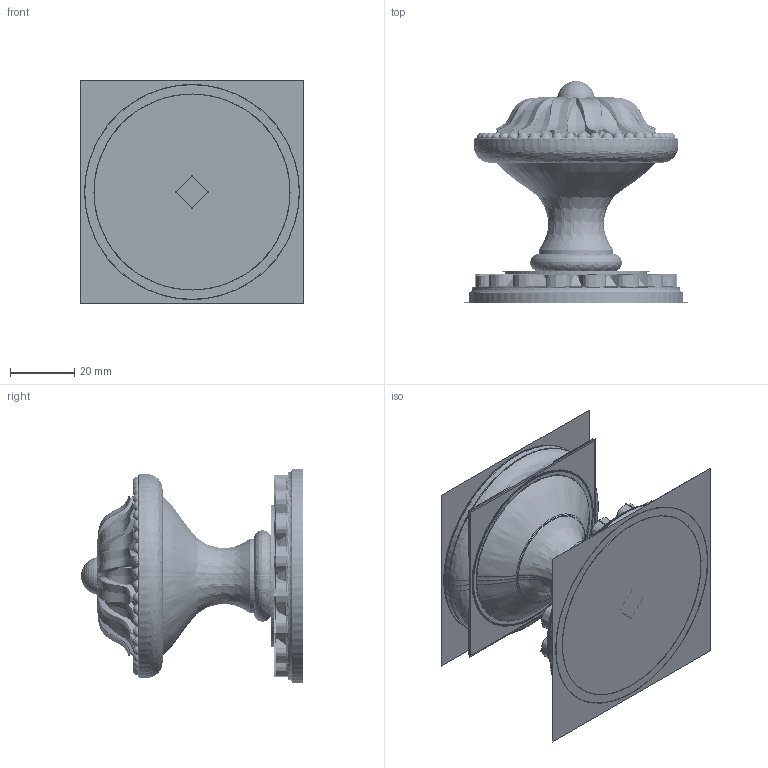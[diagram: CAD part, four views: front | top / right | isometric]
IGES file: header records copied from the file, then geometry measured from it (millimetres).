
Start section:  PTC IGES file: 0077DOR-XX.igs
Global section: file name: 0077DOR-XX.igs; native system: Creo Elements/Pro by Parametric Technology Corporation; preprocessor: 2015070; author: Administrator; organization: Unknown; date: 20200903.131734; units: inch
Bounding box: 69.47 x 68.97 x 69.49 mm (x, y, z)
Volume: 67016.2 mm3; surface area: 166675.6 mm2
Topology: 3 solids, 3 shells, 1752 faces, 8256 edges, 9988 vertices
Faces by surface type: bspline 872, revolution 752, extrusion 128
